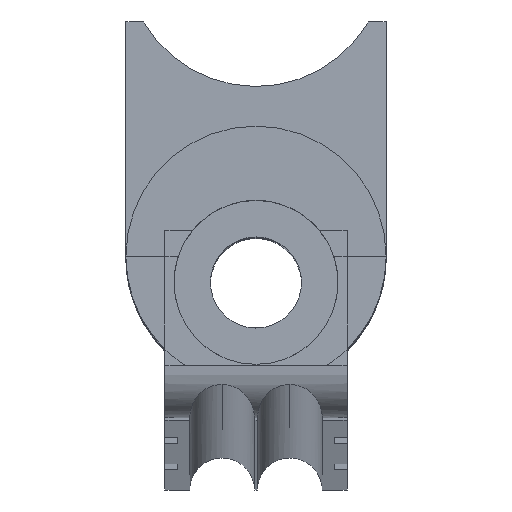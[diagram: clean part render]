
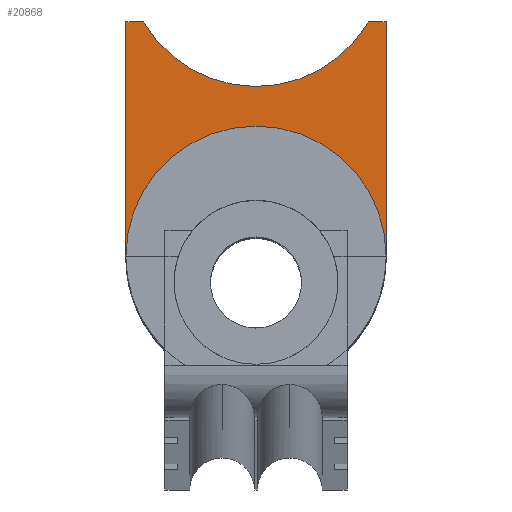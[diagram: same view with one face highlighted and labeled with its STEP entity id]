
A CAD part, top view. The second image highlights one B-rep face of the part: STEP entity #20868.
In plain terms, the highlighted planar face has unit normal (0, 0, 1).
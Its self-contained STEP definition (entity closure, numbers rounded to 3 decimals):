
#9732 = CYLINDRICAL_SURFACE('',#9733,5.);
#9733 = AXIS2_PLACEMENT_3D('',#9734,#9735,#9736);
#9734 = CARTESIAN_POINT('',(0.5,-18.,23.));
#9735 = DIRECTION('',(0.,0.087,
    0.996));
#9736 = DIRECTION('',(0.,0.996,
    -0.087));
#12464 = VERTEX_POINT('',#12465);
#12465 = CARTESIAN_POINT('',(5.5,-26.,63.5));
#12618 = PLANE('',#12619);
#12619 = AXIS2_PLACEMENT_3D('',#12620,#12621,#12622);
#12620 = CARTESIAN_POINT('',(5.5,-26.,24.));
#12621 = DIRECTION('',(1.,0.,0.));
#12622 = DIRECTION('',(0.,0.,1.));
#12919 = VERTEX_POINT('',#12920);
#12920 = CARTESIAN_POINT('',(-4.5,-26.,63.5));
#12958 = PLANE('',#12959);
#12959 = AXIS2_PLACEMENT_3D('',#12960,#12961,#12962);
#12960 = CARTESIAN_POINT('',(-4.5,-26.,24.));
#12961 = DIRECTION('',(1.,0.,0.));
#12962 = DIRECTION('',(0.,0.,1.));
#14734 = VERTEX_POINT('',#14735);
#14735 = CARTESIAN_POINT('',(-3.811,-17.,63.5));
#14756 = PLANE('',#14757);
#14757 = AXIS2_PLACEMENT_3D('',#14758,#14759,#14760);
#14758 = CARTESIAN_POINT('',(-4.5,-17.,24.));
#14759 = DIRECTION('',(0.,1.,0.));
#14760 = DIRECTION('',(0.,0.,1.));
#18967 = VERTEX_POINT('',#18968);
#18968 = CARTESIAN_POINT('',(4.811,-17.,63.5));
#18989 = PLANE('',#18990);
#18990 = AXIS2_PLACEMENT_3D('',#18991,#18992,#18993);
#18991 = CARTESIAN_POINT('',(-4.5,-17.,24.));
#18992 = DIRECTION('',(0.,1.,0.));
#18993 = DIRECTION('',(0.,0.,1.));
#19001 = EDGE_CURVE('',#14734,#18967,#19002,.T.);
#19002 = SURFACE_CURVE('',#19003,(#19008,#19021),.PCURVE_S1.);
#19003 = ELLIPSE('',#19004,5.019,5.);
#19004 = AXIS2_PLACEMENT_3D('',#19005,#19006,#19007);
#19005 = CARTESIAN_POINT('',(0.5,-14.457,63.5));
#19006 = DIRECTION('',(0.,0.,1.));
#19007 = DIRECTION('',(0.,1.,0.));
#19008 = PCURVE('',#9732,#19009);
#19009 = DEFINITIONAL_REPRESENTATION('',(#19010),#19020);
#19010 = B_SPLINE_CURVE_WITH_KNOTS('',8,(#19011,#19012,#19013,#19014,
    #19015,#19016,#19017,#19018,#19019),.UNSPECIFIED.,.F.,.F.,(9,9),(
    1.981,4.303),.PIECEWISE_BEZIER_KNOTS.);
#19011 = CARTESIAN_POINT('',(1.981,40.48));
#19012 = CARTESIAN_POINT('',(2.271,40.364));
#19013 = CARTESIAN_POINT('',(2.561,40.264));
#19014 = CARTESIAN_POINT('',(2.851,40.196));
#19015 = CARTESIAN_POINT('',(3.142,40.172));
#19016 = CARTESIAN_POINT('',(3.432,40.196));
#19017 = CARTESIAN_POINT('',(3.722,40.264));
#19018 = CARTESIAN_POINT('',(4.012,40.364));
#19019 = CARTESIAN_POINT('',(4.303,40.48));
#19020 = ( GEOMETRIC_REPRESENTATION_CONTEXT(2) 
PARAMETRIC_REPRESENTATION_CONTEXT() REPRESENTATION_CONTEXT('2D SPACE',''
  ) );
#19021 = PCURVE('',#19022,#19027);
#19022 = PLANE('',#19023);
#19023 = AXIS2_PLACEMENT_3D('',#19024,#19025,#19026);
#19024 = CARTESIAN_POINT('',(-4.5,-26.,63.5));
#19025 = DIRECTION('',(0.,0.,1.));
#19026 = DIRECTION('',(1.,0.,0.));
#19027 = DEFINITIONAL_REPRESENTATION('',(#19028),#19032);
#19028 = ELLIPSE('',#19029,5.019,5.);
#19029 = AXIS2_PLACEMENT_2D('',#19030,#19031);
#19030 = CARTESIAN_POINT('',(5.,11.543));
#19031 = DIRECTION('',(0.,1.));
#19032 = ( GEOMETRIC_REPRESENTATION_CONTEXT(2) 
PARAMETRIC_REPRESENTATION_CONTEXT() REPRESENTATION_CONTEXT('2D SPACE',''
  ) );
#19127 = PLANE('',#19128);
#19128 = AXIS2_PLACEMENT_3D('',#19129,#19130,#19131);
#19129 = CARTESIAN_POINT('',(0.5,-26.,63.5));
#19130 = DIRECTION('',(0.,0.,1.));
#19131 = DIRECTION('',(0.,1.,0.));
#20038 = VERTEX_POINT('',#20039);
#20039 = CARTESIAN_POINT('',(5.5,-17.,63.5));
#20060 = EDGE_CURVE('',#12464,#20038,#20061,.T.);
#20061 = SURFACE_CURVE('',#20062,(#20066,#20073),.PCURVE_S1.);
#20062 = LINE('',#20063,#20064);
#20063 = CARTESIAN_POINT('',(5.5,-26.,63.5));
#20064 = VECTOR('',#20065,1.);
#20065 = DIRECTION('',(0.,1.,0.));
#20066 = PCURVE('',#12618,#20067);
#20067 = DEFINITIONAL_REPRESENTATION('',(#20068),#20072);
#20068 = LINE('',#20069,#20070);
#20069 = CARTESIAN_POINT('',(39.5,0.));
#20070 = VECTOR('',#20071,1.);
#20071 = DIRECTION('',(0.,-1.));
#20072 = ( GEOMETRIC_REPRESENTATION_CONTEXT(2) 
PARAMETRIC_REPRESENTATION_CONTEXT() REPRESENTATION_CONTEXT('2D SPACE',''
  ) );
#20073 = PCURVE('',#19022,#20074);
#20074 = DEFINITIONAL_REPRESENTATION('',(#20075),#20079);
#20075 = LINE('',#20076,#20077);
#20076 = CARTESIAN_POINT('',(10.,0.));
#20077 = VECTOR('',#20078,1.);
#20078 = DIRECTION('',(0.,1.));
#20079 = ( GEOMETRIC_REPRESENTATION_CONTEXT(2) 
PARAMETRIC_REPRESENTATION_CONTEXT() REPRESENTATION_CONTEXT('2D SPACE',''
  ) );
#20472 = VERTEX_POINT('',#20473);
#20473 = CARTESIAN_POINT('',(-4.5,-17.,63.5));
#20494 = EDGE_CURVE('',#12919,#20472,#20495,.T.);
#20495 = SURFACE_CURVE('',#20496,(#20500,#20507),.PCURVE_S1.);
#20496 = LINE('',#20497,#20498);
#20497 = CARTESIAN_POINT('',(-4.5,-26.,63.5));
#20498 = VECTOR('',#20499,1.);
#20499 = DIRECTION('',(0.,1.,0.));
#20500 = PCURVE('',#12958,#20501);
#20501 = DEFINITIONAL_REPRESENTATION('',(#20502),#20506);
#20502 = LINE('',#20503,#20504);
#20503 = CARTESIAN_POINT('',(39.5,0.));
#20504 = VECTOR('',#20505,1.);
#20505 = DIRECTION('',(0.,-1.));
#20506 = ( GEOMETRIC_REPRESENTATION_CONTEXT(2) 
PARAMETRIC_REPRESENTATION_CONTEXT() REPRESENTATION_CONTEXT('2D SPACE',''
  ) );
#20507 = PCURVE('',#19022,#20508);
#20508 = DEFINITIONAL_REPRESENTATION('',(#20509),#20513);
#20509 = LINE('',#20510,#20511);
#20510 = CARTESIAN_POINT('',(0.,0.));
#20511 = VECTOR('',#20512,1.);
#20512 = DIRECTION('',(0.,1.));
#20513 = ( GEOMETRIC_REPRESENTATION_CONTEXT(2) 
PARAMETRIC_REPRESENTATION_CONTEXT() REPRESENTATION_CONTEXT('2D SPACE',''
  ) );
#20847 = EDGE_CURVE('',#20472,#14734,#20848,.T.);
#20848 = SURFACE_CURVE('',#20849,(#20853,#20860),.PCURVE_S1.);
#20849 = LINE('',#20850,#20851);
#20850 = CARTESIAN_POINT('',(-4.5,-17.,63.5));
#20851 = VECTOR('',#20852,1.);
#20852 = DIRECTION('',(1.,0.,0.));
#20853 = PCURVE('',#14756,#20854);
#20854 = DEFINITIONAL_REPRESENTATION('',(#20855),#20859);
#20855 = LINE('',#20856,#20857);
#20856 = CARTESIAN_POINT('',(39.5,0.));
#20857 = VECTOR('',#20858,1.);
#20858 = DIRECTION('',(0.,1.));
#20859 = ( GEOMETRIC_REPRESENTATION_CONTEXT(2) 
PARAMETRIC_REPRESENTATION_CONTEXT() REPRESENTATION_CONTEXT('2D SPACE',''
  ) );
#20860 = PCURVE('',#19022,#20861);
#20861 = DEFINITIONAL_REPRESENTATION('',(#20862),#20866);
#20862 = LINE('',#20863,#20864);
#20863 = CARTESIAN_POINT('',(0.,9.));
#20864 = VECTOR('',#20865,1.);
#20865 = DIRECTION('',(1.,0.));
#20866 = ( GEOMETRIC_REPRESENTATION_CONTEXT(2) 
PARAMETRIC_REPRESENTATION_CONTEXT() REPRESENTATION_CONTEXT('2D SPACE',''
  ) );
#20868 = ADVANCED_FACE('',(#20869),#19022,.T.);
#20869 = FACE_BOUND('',#20870,.T.);
#20870 = EDGE_LOOP('',(#20871,#20872,#20873,#20897,#20919,#20920,#20941)
  );
#20871 = ORIENTED_EDGE('',*,*,#20847,.F.);
#20872 = ORIENTED_EDGE('',*,*,#20494,.F.);
#20873 = ORIENTED_EDGE('',*,*,#20874,.F.);
#20874 = EDGE_CURVE('',#20875,#12919,#20877,.T.);
#20875 = VERTEX_POINT('',#20876);
#20876 = CARTESIAN_POINT('',(0.5,-21.,63.5));
#20877 = SURFACE_CURVE('',#20878,(#20883,#20890),.PCURVE_S1.);
#20878 = CIRCLE('',#20879,5.);
#20879 = AXIS2_PLACEMENT_3D('',#20880,#20881,#20882);
#20880 = CARTESIAN_POINT('',(0.5,-26.,63.5));
#20881 = DIRECTION('',(0.,0.,1.));
#20882 = DIRECTION('',(0.,1.,0.));
#20883 = PCURVE('',#19022,#20884);
#20884 = DEFINITIONAL_REPRESENTATION('',(#20885),#20889);
#20885 = CIRCLE('',#20886,5.);
#20886 = AXIS2_PLACEMENT_2D('',#20887,#20888);
#20887 = CARTESIAN_POINT('',(5.,0.));
#20888 = DIRECTION('',(0.,1.));
#20889 = ( GEOMETRIC_REPRESENTATION_CONTEXT(2) 
PARAMETRIC_REPRESENTATION_CONTEXT() REPRESENTATION_CONTEXT('2D SPACE',''
  ) );
#20890 = PCURVE('',#19127,#20891);
#20891 = DEFINITIONAL_REPRESENTATION('',(#20892),#20896);
#20892 = CIRCLE('',#20893,5.);
#20893 = AXIS2_PLACEMENT_2D('',#20894,#20895);
#20894 = CARTESIAN_POINT('',(0.,0.));
#20895 = DIRECTION('',(1.,0.));
#20896 = ( GEOMETRIC_REPRESENTATION_CONTEXT(2) 
PARAMETRIC_REPRESENTATION_CONTEXT() REPRESENTATION_CONTEXT('2D SPACE',''
  ) );
#20897 = ORIENTED_EDGE('',*,*,#20898,.F.);
#20898 = EDGE_CURVE('',#12464,#20875,#20899,.T.);
#20899 = SURFACE_CURVE('',#20900,(#20905,#20912),.PCURVE_S1.);
#20900 = CIRCLE('',#20901,5.);
#20901 = AXIS2_PLACEMENT_3D('',#20902,#20903,#20904);
#20902 = CARTESIAN_POINT('',(0.5,-26.,63.5));
#20903 = DIRECTION('',(0.,0.,1.));
#20904 = DIRECTION('',(0.,1.,0.));
#20905 = PCURVE('',#19022,#20906);
#20906 = DEFINITIONAL_REPRESENTATION('',(#20907),#20911);
#20907 = CIRCLE('',#20908,5.);
#20908 = AXIS2_PLACEMENT_2D('',#20909,#20910);
#20909 = CARTESIAN_POINT('',(5.,0.));
#20910 = DIRECTION('',(0.,1.));
#20911 = ( GEOMETRIC_REPRESENTATION_CONTEXT(2) 
PARAMETRIC_REPRESENTATION_CONTEXT() REPRESENTATION_CONTEXT('2D SPACE',''
  ) );
#20912 = PCURVE('',#19127,#20913);
#20913 = DEFINITIONAL_REPRESENTATION('',(#20914),#20918);
#20914 = CIRCLE('',#20915,5.);
#20915 = AXIS2_PLACEMENT_2D('',#20916,#20917);
#20916 = CARTESIAN_POINT('',(0.,0.));
#20917 = DIRECTION('',(1.,0.));
#20918 = ( GEOMETRIC_REPRESENTATION_CONTEXT(2) 
PARAMETRIC_REPRESENTATION_CONTEXT() REPRESENTATION_CONTEXT('2D SPACE',''
  ) );
#20919 = ORIENTED_EDGE('',*,*,#20060,.T.);
#20920 = ORIENTED_EDGE('',*,*,#20921,.F.);
#20921 = EDGE_CURVE('',#18967,#20038,#20922,.T.);
#20922 = SURFACE_CURVE('',#20923,(#20927,#20934),.PCURVE_S1.);
#20923 = LINE('',#20924,#20925);
#20924 = CARTESIAN_POINT('',(-4.5,-17.,63.5));
#20925 = VECTOR('',#20926,1.);
#20926 = DIRECTION('',(1.,0.,0.));
#20927 = PCURVE('',#19022,#20928);
#20928 = DEFINITIONAL_REPRESENTATION('',(#20929),#20933);
#20929 = LINE('',#20930,#20931);
#20930 = CARTESIAN_POINT('',(0.,9.));
#20931 = VECTOR('',#20932,1.);
#20932 = DIRECTION('',(1.,0.));
#20933 = ( GEOMETRIC_REPRESENTATION_CONTEXT(2) 
PARAMETRIC_REPRESENTATION_CONTEXT() REPRESENTATION_CONTEXT('2D SPACE',''
  ) );
#20934 = PCURVE('',#18989,#20935);
#20935 = DEFINITIONAL_REPRESENTATION('',(#20936),#20940);
#20936 = LINE('',#20937,#20938);
#20937 = CARTESIAN_POINT('',(39.5,0.));
#20938 = VECTOR('',#20939,1.);
#20939 = DIRECTION('',(0.,1.));
#20940 = ( GEOMETRIC_REPRESENTATION_CONTEXT(2) 
PARAMETRIC_REPRESENTATION_CONTEXT() REPRESENTATION_CONTEXT('2D SPACE',''
  ) );
#20941 = ORIENTED_EDGE('',*,*,#19001,.F.);
